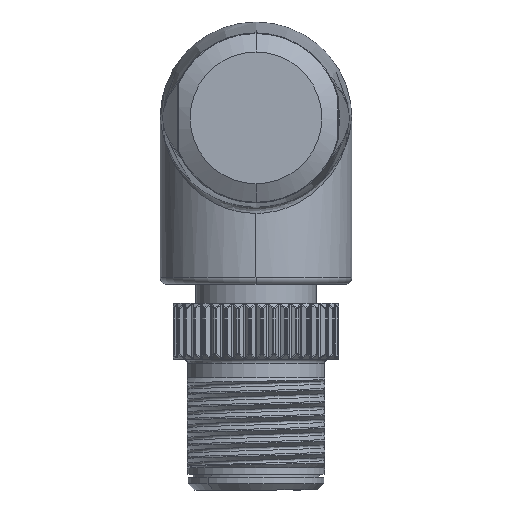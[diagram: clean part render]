
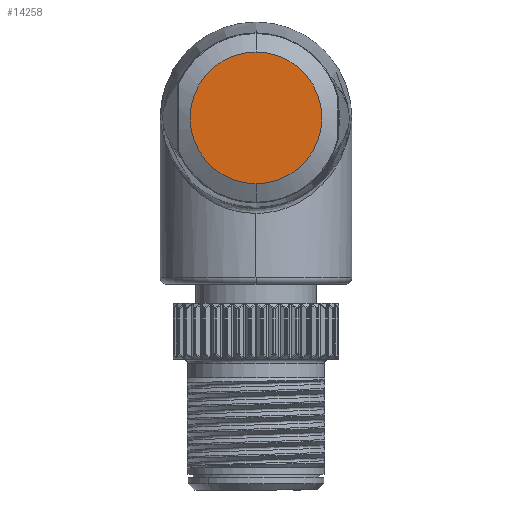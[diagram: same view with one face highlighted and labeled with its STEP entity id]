
A CAD part, front view. The second image highlights one B-rep face of the part: STEP entity #14258.
In plain terms, the highlighted planar face has unit normal (0, -1, 0).
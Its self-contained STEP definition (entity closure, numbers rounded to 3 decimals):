
#836 = DIRECTION ( 'NONE',  ( 0., -1., 0. ) ) ;
#5642 = DIRECTION ( 'NONE',  ( 0., 0., 1. ) ) ;
#6136 = DIRECTION ( 'NONE',  ( -1., 0., 0. ) ) ;
#9587 = CARTESIAN_POINT ( 'NONE',  ( 0., -31.2, 20.407 ) ) ;
#13527 = EDGE_CURVE ( 'NONE', #57768, #58528, #34797, .T. ) ;
#14258 = ADVANCED_FACE ( 'NONE', ( #57833 ), #59042, .T. ) ;
#21519 = DIRECTION ( 'NONE',  ( 0., -1., 0. ) ) ;
#22421 = AXIS2_PLACEMENT_3D ( 'NONE', #37209, #21519, #5642 ) ;
#24745 = ORIENTED_EDGE ( 'NONE', *, *, #13527, .T. ) ;
#27959 = CARTESIAN_POINT ( 'NONE',  ( 0., -31.2, 15.257 ) ) ;
#31986 = AXIS2_PLACEMENT_3D ( 'NONE', #27959, #836, #6136 ) ;
#34535 = CIRCLE ( 'NONE', #22421, 5.15 ) ;
#34797 = CIRCLE ( 'NONE', #42096, 5.15 ) ;
#37209 = CARTESIAN_POINT ( 'NONE',  ( 0., -31.2, 15.257 ) ) ;
#40170 = EDGE_LOOP ( 'NONE', ( #24745, #58859 ) ) ;
#42096 = AXIS2_PLACEMENT_3D ( 'NONE', #48568, #58662, #48801 ) ;
#48409 = EDGE_CURVE ( 'NONE', #58528, #57768, #34535, .T. ) ;
#48568 = CARTESIAN_POINT ( 'NONE',  ( 0., -31.2, 15.257 ) ) ;
#48801 = DIRECTION ( 'NONE',  ( 0., 0., 1. ) ) ;
#57768 = VERTEX_POINT ( 'NONE', #61559 ) ;
#57833 = FACE_OUTER_BOUND ( 'NONE', #40170, .T. ) ;
#58528 = VERTEX_POINT ( 'NONE', #9587 ) ;
#58662 = DIRECTION ( 'NONE',  ( 0., -1., 0. ) ) ;
#58859 = ORIENTED_EDGE ( 'NONE', *, *, #48409, .T. ) ;
#59042 = PLANE ( 'NONE',  #31986 ) ;
#61559 = CARTESIAN_POINT ( 'NONE',  ( 0., -31.2, 10.107 ) ) ;
